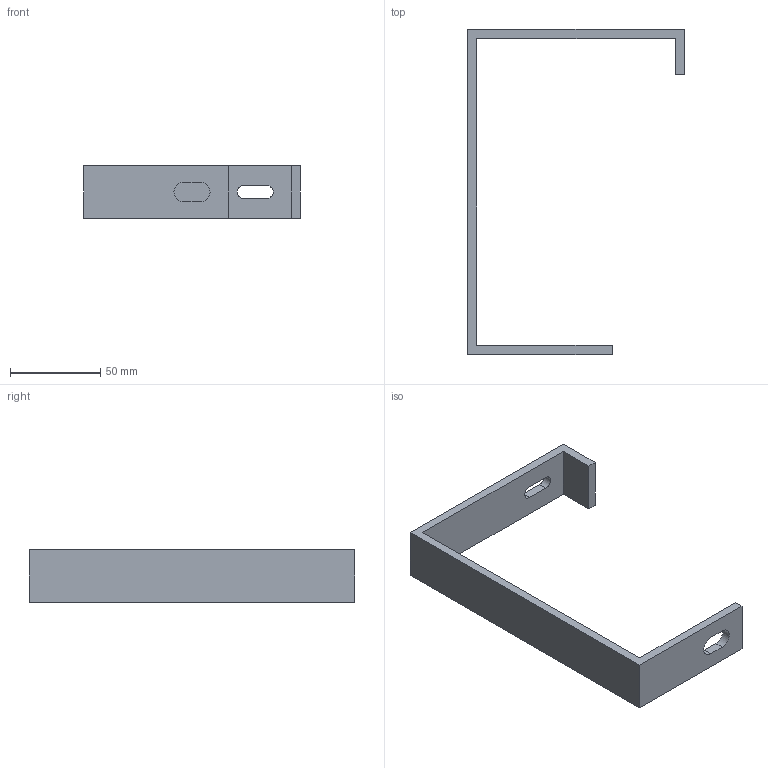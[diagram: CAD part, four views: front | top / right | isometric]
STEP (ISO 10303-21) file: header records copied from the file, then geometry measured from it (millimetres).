
FILE_DESCRIPTION (( 'STEP AP203' ), '1' );
FILE_NAME ('CLW10-VR-100 Ïîäâåñ Ñ-îáðàçíûé 100.STEP', '2016-05-11T09:28:57', ( '' ), ( '' ), 'SwSTEP 2.0', 'SolidWorks 2014', '' );
FILE_SCHEMA (( 'CONFIG_CONTROL_DESIGN' ));
Length unit declared in the file: millimetre
Products named in the file (1): CLW10-VR-100 Ïîäâåñ Ñ-îáðàçíûé 100
Bounding box: 120 x 180 x 29 mm (x, y, z)
Volume: 54915.5 mm3; surface area: 26660.1 mm2
Topology: 1 solids, 1 shells, 20 faces, 54 edges, 36 vertices
Faces by surface type: plane 16, cylinder 4
Entity records: 711 total; most frequent: CARTESIAN_POINT 111, ORIENTED_EDGE 108, DIRECTION 104, EDGE_CURVE 54, VECTOR 46, LINE 46, VERTEX_POINT 36, AXIS2_PLACEMENT_3D 29
